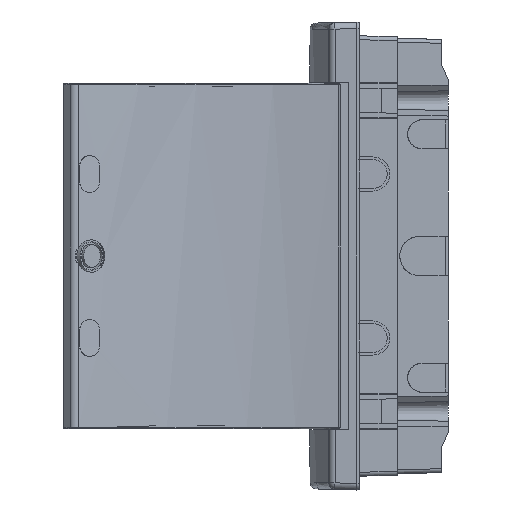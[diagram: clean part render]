
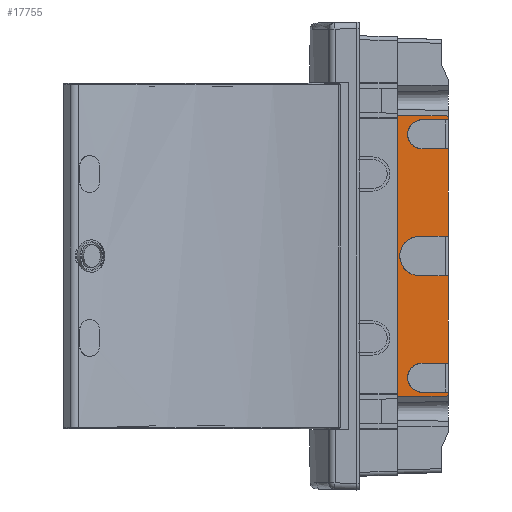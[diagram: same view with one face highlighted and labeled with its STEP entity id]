
A CAD part, left-side view. The second image highlights one B-rep face of the part: STEP entity #17755.
In plain terms, the highlighted planar face has unit normal (-1, -0.018, 0).
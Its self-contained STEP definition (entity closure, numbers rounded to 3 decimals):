
#504=(
BOUNDED_CURVE()
B_SPLINE_CURVE(3,(#25244,#25245,#25246,#25247),.UNSPECIFIED.,.F.,.F.)
B_SPLINE_CURVE_WITH_KNOTS((4,4),(4.712,7.854),
 .UNSPECIFIED.)
CURVE()
GEOMETRIC_REPRESENTATION_ITEM()
RATIONAL_B_SPLINE_CURVE((1.,0.333,0.333,1.))
REPRESENTATION_ITEM('')
);
#505=(
BOUNDED_CURVE()
B_SPLINE_CURVE(3,(#25255,#25256,#25257,#25258),.UNSPECIFIED.,.F.,.F.)
B_SPLINE_CURVE_WITH_KNOTS((4,4),(4.712,7.854),
 .UNSPECIFIED.)
CURVE()
GEOMETRIC_REPRESENTATION_ITEM()
RATIONAL_B_SPLINE_CURVE((1.,0.333,0.333,1.))
REPRESENTATION_ITEM('')
);
#506=(
BOUNDED_CURVE()
B_SPLINE_CURVE(3,(#25263,#25264,#25265,#25266),.UNSPECIFIED.,.F.,.F.)
B_SPLINE_CURVE_WITH_KNOTS((4,4),(4.712,7.854),
 .UNSPECIFIED.)
CURVE()
GEOMETRIC_REPRESENTATION_ITEM()
RATIONAL_B_SPLINE_CURVE((1.,0.333,0.333,1.))
REPRESENTATION_ITEM('')
);
#2267=ORIENTED_EDGE('',*,*,#5909,.F.);
#2268=ORIENTED_EDGE('',*,*,#5910,.F.);
#2269=ORIENTED_EDGE('',*,*,#5165,.F.);
#2270=ORIENTED_EDGE('',*,*,#5911,.F.);
#2271=ORIENTED_EDGE('',*,*,#5415,.T.);
#2272=ORIENTED_EDGE('',*,*,#5912,.T.);
#2273=ORIENTED_EDGE('',*,*,#5133,.T.);
#2274=ORIENTED_EDGE('',*,*,#5913,.T.);
#2275=ORIENTED_EDGE('',*,*,#5914,.T.);
#2276=ORIENTED_EDGE('',*,*,#5915,.T.);
#2277=ORIENTED_EDGE('',*,*,#5173,.T.);
#2278=ORIENTED_EDGE('',*,*,#5916,.T.);
#2279=ORIENTED_EDGE('',*,*,#5917,.F.);
#2280=ORIENTED_EDGE('',*,*,#5918,.F.);
#2281=ORIENTED_EDGE('',*,*,#5169,.F.);
#2282=ORIENTED_EDGE('',*,*,#5919,.F.);
#5133=EDGE_CURVE('',#7218,#7217,#8632,.T.);
#5165=EDGE_CURVE('',#7249,#7250,#8660,.T.);
#5169=EDGE_CURVE('',#7253,#7254,#8664,.T.);
#5173=EDGE_CURVE('',#7258,#7257,#8668,.T.);
#5415=EDGE_CURVE('',#7485,#7484,#8841,.T.);
#5909=EDGE_CURVE('',#7791,#7792,#504,.T.);
#5910=EDGE_CURVE('',#7250,#7791,#9237,.T.);
#5911=EDGE_CURVE('',#7485,#7249,#9238,.T.);
#5912=EDGE_CURVE('',#7484,#7218,#9239,.T.);
#5913=EDGE_CURVE('',#7217,#7793,#9240,.T.);
#5914=EDGE_CURVE('',#7793,#7794,#505,.T.);
#5915=EDGE_CURVE('',#7794,#7258,#9241,.T.);
#5916=EDGE_CURVE('',#7257,#7795,#9242,.T.);
#5917=EDGE_CURVE('',#7796,#7795,#506,.T.);
#5918=EDGE_CURVE('',#7254,#7796,#9243,.T.);
#5919=EDGE_CURVE('',#7792,#7253,#9244,.T.);
#7217=VERTEX_POINT('',#23451);
#7218=VERTEX_POINT('',#23453);
#7249=VERTEX_POINT('',#23515);
#7250=VERTEX_POINT('',#23517);
#7253=VERTEX_POINT('',#23523);
#7254=VERTEX_POINT('',#23525);
#7257=VERTEX_POINT('',#23531);
#7258=VERTEX_POINT('',#23533);
#7484=VERTEX_POINT('',#24123);
#7485=VERTEX_POINT('',#24125);
#7791=VERTEX_POINT('',#25248);
#7792=VERTEX_POINT('',#25249);
#7793=VERTEX_POINT('',#25254);
#7794=VERTEX_POINT('',#25259);
#7795=VERTEX_POINT('',#25262);
#7796=VERTEX_POINT('',#25267);
#8632=LINE('',#23452,#10127);
#8660=LINE('',#23516,#10155);
#8664=LINE('',#23524,#10159);
#8668=LINE('',#23532,#10163);
#8841=LINE('',#24124,#10336);
#9237=LINE('',#25250,#10732);
#9238=LINE('',#25251,#10733);
#9239=LINE('',#25252,#10734);
#9240=LINE('',#25253,#10735);
#9241=LINE('',#25260,#10736);
#9242=LINE('',#25261,#10737);
#9243=LINE('',#25268,#10738);
#9244=LINE('',#25269,#10739);
#10127=VECTOR('',#19592,1000.);
#10155=VECTOR('',#19628,1000.);
#10159=VECTOR('',#19632,1000.);
#10163=VECTOR('',#19636,1000.);
#10336=VECTOR('',#19897,1000.);
#10732=VECTOR('',#20761,1000.);
#10733=VECTOR('',#20762,1000.);
#10734=VECTOR('',#20763,1000.);
#10735=VECTOR('',#20764,1000.);
#10736=VECTOR('',#20765,1000.);
#10737=VECTOR('',#20766,1000.);
#10738=VECTOR('',#20767,1000.);
#10739=VECTOR('',#20768,1000.);
#11804=EDGE_LOOP('',(#2267,#2268,#2269,#2270,#2271,#2272,#2273,#2274,#2275,
#2276,#2277,#2278,#2279,#2280,#2281,#2282));
#12681=FACE_BOUND('',#11804,.T.);
#13495=PLANE('',#18641);
#17755=ADVANCED_FACE('',(#12681),#13495,.T.);
#18641=AXIS2_PLACEMENT_3D('',#25243,#20759,#20760);
#19592=DIRECTION('',(0.,0.,1.));
#19628=DIRECTION('',(0.,0.,-1.));
#19632=DIRECTION('',(0.,0.,-1.));
#19636=DIRECTION('',(0.,0.,1.));
#19897=DIRECTION('',(0.,0.,-1.));
#20759=DIRECTION('',(-1.,-0.017,0.));
#20760=DIRECTION('',(-0.017,1.,0.));
#20761=DIRECTION('',(-0.017,1.,0.));
#20762=DIRECTION('',(0.017,-1.,-0.012));
#20763=DIRECTION('',(0.017,-1.,0.012));
#20764=DIRECTION('',(-0.017,1.,0.));
#20765=DIRECTION('',(0.017,-1.,0.));
#20766=DIRECTION('',(-0.017,1.,0.));
#20767=DIRECTION('',(-0.017,1.,0.));
#20768=DIRECTION('',(0.017,-1.,0.));
#23451=CARTESIAN_POINT('',(-128.773,0.,-103.8));
#23452=CARTESIAN_POINT('',(-128.773,0.,-178.37));
#23453=CARTESIAN_POINT('',(-128.773,0.,-106.702));
#23515=CARTESIAN_POINT('',(-128.773,0.,106.702));
#23516=CARTESIAN_POINT('',(-128.773,0.,178.37));
#23517=CARTESIAN_POINT('',(-128.773,0.,103.8));
#23523=CARTESIAN_POINT('',(-128.773,0.,81.8));
#23524=CARTESIAN_POINT('',(-128.773,0.,178.37));
#23525=CARTESIAN_POINT('',(-128.773,0.,15.));
#23531=CARTESIAN_POINT('',(-128.773,0.,-15.));
#23532=CARTESIAN_POINT('',(-128.773,0.,-178.37));
#23533=CARTESIAN_POINT('',(-128.773,0.,-81.8));
#24123=CARTESIAN_POINT('',(-129.45,38.8,-107.184));
#24124=CARTESIAN_POINT('',(-129.45,38.8,178.37));
#24125=CARTESIAN_POINT('',(-129.45,38.8,107.184));
#25243=CARTESIAN_POINT('',(-129.45,38.8,178.37));
#25244=CARTESIAN_POINT('',(-129.122,20.,103.8));
#25245=CARTESIAN_POINT('',(-129.506,42.,103.8));
#25246=CARTESIAN_POINT('',(-129.506,42.,81.8));
#25247=CARTESIAN_POINT('',(-129.122,20.,81.8));
#25248=CARTESIAN_POINT('',(-129.122,20.,103.8));
#25249=CARTESIAN_POINT('',(-129.122,20.,81.8));
#25250=CARTESIAN_POINT('',(-129.45,38.8,103.8));
#25251=CARTESIAN_POINT('',(-129.465,39.683,107.195));
#25252=CARTESIAN_POINT('',(-129.465,39.683,-107.195));
#25253=CARTESIAN_POINT('',(-129.45,38.8,-103.8));
#25254=CARTESIAN_POINT('',(-129.122,20.,-103.8));
#25255=CARTESIAN_POINT('',(-129.122,20.,-103.8));
#25256=CARTESIAN_POINT('',(-129.506,42.,-103.8));
#25257=CARTESIAN_POINT('',(-129.506,42.,-81.8));
#25258=CARTESIAN_POINT('',(-129.122,20.,-81.8));
#25259=CARTESIAN_POINT('',(-129.122,20.,-81.8));
#25260=CARTESIAN_POINT('',(-129.45,38.8,-81.8));
#25261=CARTESIAN_POINT('',(-129.45,38.8,-15.));
#25262=CARTESIAN_POINT('',(-129.157,22.,-15.));
#25263=CARTESIAN_POINT('',(-129.157,22.,15.));
#25264=CARTESIAN_POINT('',(-129.68,52.,15.));
#25265=CARTESIAN_POINT('',(-129.68,52.,-15.));
#25266=CARTESIAN_POINT('',(-129.157,22.,-15.));
#25267=CARTESIAN_POINT('',(-129.157,22.,15.));
#25268=CARTESIAN_POINT('',(-129.45,38.8,15.));
#25269=CARTESIAN_POINT('',(-129.45,38.8,81.8));
